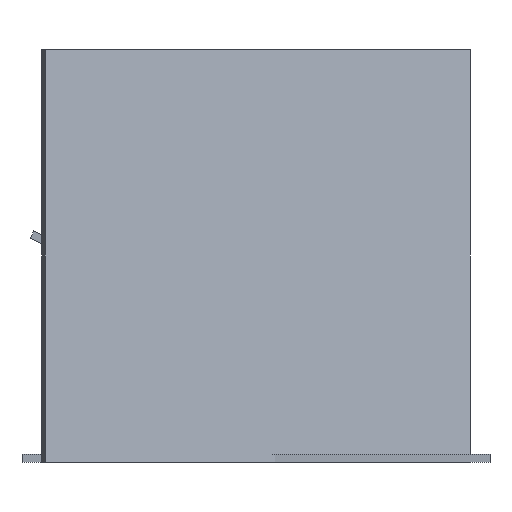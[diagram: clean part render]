
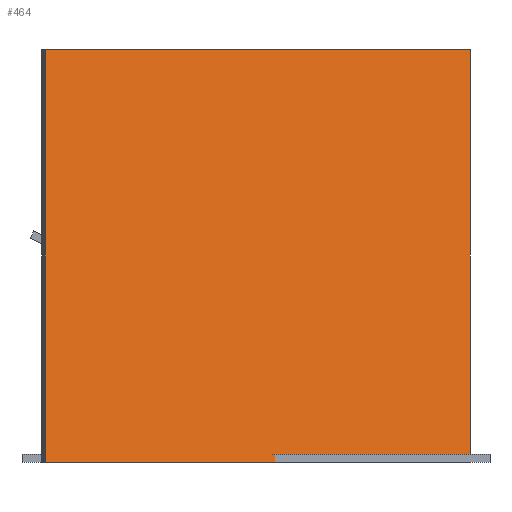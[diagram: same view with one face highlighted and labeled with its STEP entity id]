
A CAD part, front view. The second image highlights one B-rep face of the part: STEP entity #464.
In plain terms, the highlighted planar face has unit normal (0.417, -0.909, 0).
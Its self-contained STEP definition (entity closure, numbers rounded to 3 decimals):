
#374=CARTESIAN_POINT('',(-76.639,-120.293,0.));
#375=VERTEX_POINT('',#374);
#383=CARTESIAN_POINT('',(77.889,-49.434,0.));
#384=VERTEX_POINT('',#383);
#391=CARTESIAN_POINT('',(77.889,-49.434,-0.));
#392=DIRECTION('',(-0.909,-0.417,0.));
#393=VECTOR('',#392,170.);
#394=LINE('',#391,#393);
#395=EDGE_CURVE('',#384,#375,#394,.T.);
#407=CARTESIAN_POINT('',(77.889,-49.434,150.));
#408=VERTEX_POINT('',#407);
#415=CARTESIAN_POINT('',(77.889,-49.434,150.));
#416=DIRECTION('',(-0.,0.,-1.));
#417=VECTOR('',#416,150.);
#418=LINE('',#415,#417);
#419=EDGE_CURVE('',#408,#384,#418,.T.);
#431=CARTESIAN_POINT('',(-76.639,-120.293,150.));
#432=VERTEX_POINT('',#431);
#439=CARTESIAN_POINT('',(-76.639,-120.293,150.));
#440=DIRECTION('',(0.909,0.417,-0.));
#441=VECTOR('',#440,170.);
#442=LINE('',#439,#441);
#443=EDGE_CURVE('',#432,#408,#442,.T.);
#448=CARTESIAN_POINT('',(0.625,-84.863,75.));
#449=DIRECTION('',(0.417,-0.909,-0.));
#450=DIRECTION('',(-0.,0.,-1.));
#451=AXIS2_PLACEMENT_3D('',#448,#449,#450);
#452=PLANE('',#451);
#453=CARTESIAN_POINT('',(-76.639,-120.293,0.));
#454=DIRECTION('',(0.,-0.,1.));
#455=VECTOR('',#454,150.);
#456=LINE('',#453,#455);
#457=EDGE_CURVE('',#375,#432,#456,.T.);
#458=ORIENTED_EDGE('',*,*,#457,.F.);
#459=ORIENTED_EDGE('',*,*,#395,.F.);
#460=ORIENTED_EDGE('',*,*,#419,.F.);
#461=ORIENTED_EDGE('',*,*,#443,.F.);
#462=EDGE_LOOP('',(#458,#459,#460,#461));
#463=FACE_BOUND('',#462,.T.);
#464=ADVANCED_FACE('',(#463),#452,.T.);
